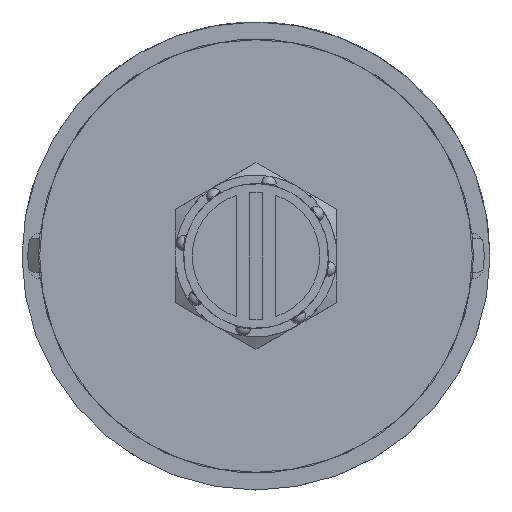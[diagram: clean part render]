
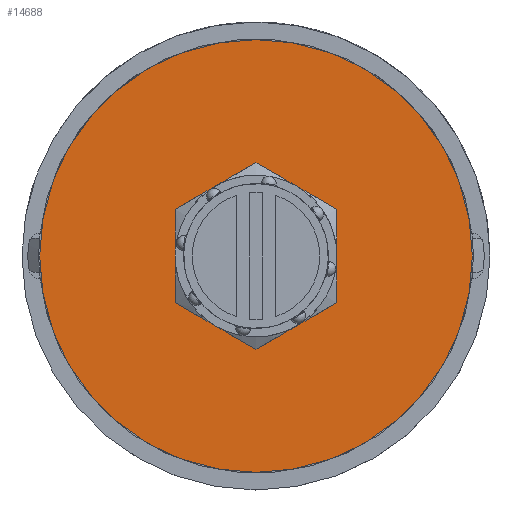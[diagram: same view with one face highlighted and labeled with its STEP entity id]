
A CAD part, front view. The second image highlights one B-rep face of the part: STEP entity #14688.
In plain terms, the highlighted planar face has unit normal (0, -1, 0).
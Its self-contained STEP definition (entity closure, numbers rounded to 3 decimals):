
#2931=PLANE('',#15832);
#3124=FACE_BOUND('',#5288,.T.);
#4371=FACE_OUTER_BOUND('',#5287,.T.);
#5287=EDGE_LOOP('',(#12853));
#5288=EDGE_LOOP('',(#12854));
#5745=CIRCLE('',#15828,25.425);
#5746=CIRCLE('',#15831,6.4);
#7090=VERTEX_POINT('',#27010);
#7091=VERTEX_POINT('',#27014);
#9048=EDGE_CURVE('',#7090,#7090,#5745,.T.);
#9049=EDGE_CURVE('',#7091,#7091,#5746,.T.);
#12853=ORIENTED_EDGE('',*,*,#9048,.F.);
#12854=ORIENTED_EDGE('',*,*,#9049,.T.);
#14688=ADVANCED_FACE('',(#4371,#3124),#2931,.T.);
#15828=AXIS2_PLACEMENT_3D('',#27011,#19104,#19105);
#15831=AXIS2_PLACEMENT_3D('',#27015,#19110,#19111);
#15832=AXIS2_PLACEMENT_3D('',#27016,#19112,#19113);
#19104=DIRECTION('center_axis',(0.,1.,0.));
#19105=DIRECTION('ref_axis',(0.,0.,
1.));
#19110=DIRECTION('center_axis',(0.,1.,0.));
#19111=DIRECTION('ref_axis',(0.,0.,
1.));
#19112=DIRECTION('center_axis',(0.,-1.,0.));
#19113=DIRECTION('ref_axis',(-1.,0.,0.));
#27010=CARTESIAN_POINT('',(36.555,86.568,-1.403));
#27011=CARTESIAN_POINT('Origin',(36.555,86.568,-26.828));
#27014=CARTESIAN_POINT('',(36.555,86.568,-20.428));
#27015=CARTESIAN_POINT('Origin',(36.555,86.568,-26.828));
#27016=CARTESIAN_POINT('Origin',(36.555,86.568,-10.915));
